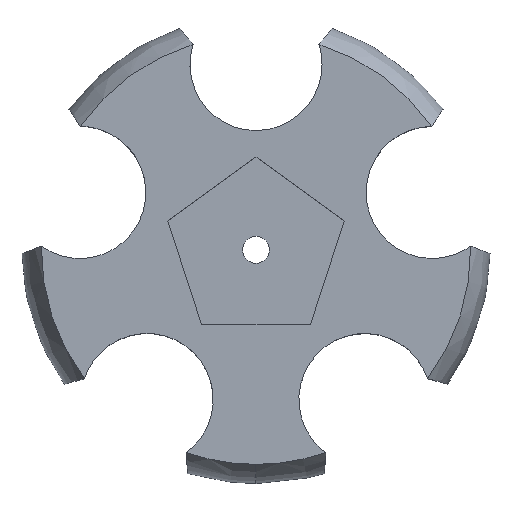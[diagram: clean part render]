
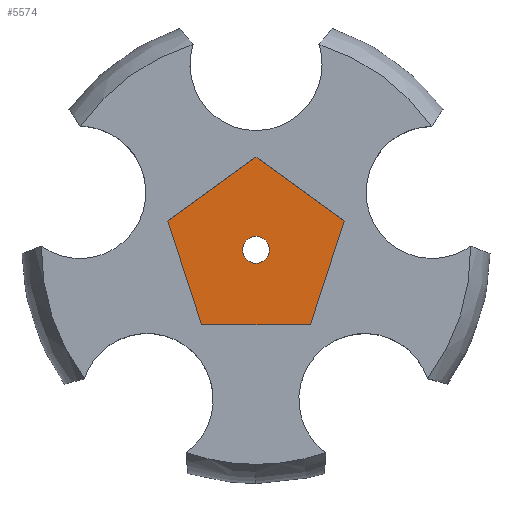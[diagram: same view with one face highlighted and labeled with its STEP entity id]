
A CAD part, top view. The second image highlights one B-rep face of the part: STEP entity #5574.
In plain terms, the highlighted planar face has unit normal (0, 0, 1).
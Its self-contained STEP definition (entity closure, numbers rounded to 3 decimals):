
#612 = CYLINDRICAL_SURFACE('',#613,1.6);
#613 = AXIS2_PLACEMENT_3D('',#614,#615,#616);
#614 = CARTESIAN_POINT('',(0.,0.,3.));
#615 = DIRECTION('',(0.,0.,1.));
#616 = DIRECTION('',(1.,0.,-0.));
#5368 = EDGE_CURVE('',#5369,#5369,#5371,.T.);
#5369 = VERTEX_POINT('',#5370);
#5370 = CARTESIAN_POINT('',(1.6,0.,3.));
#5371 = SURFACE_CURVE('',#5372,(#5377,#5384),.PCURVE_S1.);
#5372 = CIRCLE('',#5373,1.6);
#5373 = AXIS2_PLACEMENT_3D('',#5374,#5375,#5376);
#5374 = CARTESIAN_POINT('',(0.,0.,3.));
#5375 = DIRECTION('',(0.,0.,1.));
#5376 = DIRECTION('',(1.,0.,0.));
#5377 = PCURVE('',#612,#5378);
#5378 = DEFINITIONAL_REPRESENTATION('',(#5379),#5383);
#5379 = LINE('',#5380,#5381);
#5380 = CARTESIAN_POINT('',(0.,0.));
#5381 = VECTOR('',#5382,1.);
#5382 = DIRECTION('',(1.,0.));
#5383 = ( GEOMETRIC_REPRESENTATION_CONTEXT(2) 
PARAMETRIC_REPRESENTATION_CONTEXT() REPRESENTATION_CONTEXT('2D SPACE',''
  ) );
#5384 = PCURVE('',#5385,#5390);
#5385 = PLANE('',#5386);
#5386 = AXIS2_PLACEMENT_3D('',#5387,#5388,#5389);
#5387 = CARTESIAN_POINT('',(10.462,3.399,3.));
#5388 = DIRECTION('',(0.,0.,-1.));
#5389 = DIRECTION('',(-0.951,-0.309,0.));
#5390 = DEFINITIONAL_REPRESENTATION('',(#5391),#5399);
#5391 = ( BOUNDED_CURVE() B_SPLINE_CURVE(2,(#5392,#5393,#5394,#5395,
#5396,#5397,#5398),.UNSPECIFIED.,.T.,.F.) B_SPLINE_CURVE_WITH_KNOTS((1,2
    ,2,2,2,1),(-2.094,0.,2.094,4.189,
6.283,8.378),.UNSPECIFIED.) CURVE() 
GEOMETRIC_REPRESENTATION_ITEM() RATIONAL_B_SPLINE_CURVE((1.,0.5,1.,0.5,
1.,0.5,1.)) REPRESENTATION_ITEM('') );
#5392 = CARTESIAN_POINT('',(9.478,-0.494));
#5393 = CARTESIAN_POINT('',(8.622,2.141));
#5394 = CARTESIAN_POINT('',(11.333,1.565));
#5395 = CARTESIAN_POINT('',(14.043,0.989));
#5396 = CARTESIAN_POINT('',(12.189,-1.071));
#5397 = CARTESIAN_POINT('',(10.335,-3.13));
#5398 = CARTESIAN_POINT('',(9.478,-0.494));
#5399 = ( GEOMETRIC_REPRESENTATION_CONTEXT(2) 
PARAMETRIC_REPRESENTATION_CONTEXT() REPRESENTATION_CONTEXT('2D SPACE',''
  ) );
#5462 = PLANE('',#5463);
#5463 = AXIS2_PLACEMENT_3D('',#5464,#5465,#5466);
#5464 = CARTESIAN_POINT('',(10.462,3.399,3.));
#5465 = DIRECTION('',(-0.588,-0.809,0.));
#5466 = DIRECTION('',(-0.809,0.588,0.));
#5488 = PLANE('',#5489);
#5489 = AXIS2_PLACEMENT_3D('',#5490,#5491,#5492);
#5490 = CARTESIAN_POINT('',(6.466,-8.899,3.));
#5491 = DIRECTION('',(-0.951,0.309,0.));
#5492 = DIRECTION('',(0.309,0.951,0.));
#5514 = PLANE('',#5515);
#5515 = AXIS2_PLACEMENT_3D('',#5516,#5517,#5518);
#5516 = CARTESIAN_POINT('',(-6.466,-8.899,3.));
#5517 = DIRECTION('',(0.,1.,0.));
#5518 = DIRECTION('',(1.,0.,0.));
#5540 = PLANE('',#5541);
#5541 = AXIS2_PLACEMENT_3D('',#5542,#5543,#5544);
#5542 = CARTESIAN_POINT('',(-10.462,3.399,3.));
#5543 = DIRECTION('',(0.951,0.309,0.));
#5544 = DIRECTION('',(0.309,-0.951,0.));
#5564 = PLANE('',#5565);
#5565 = AXIS2_PLACEMENT_3D('',#5566,#5567,#5568);
#5566 = CARTESIAN_POINT('',(0.,11.,3.));
#5567 = DIRECTION('',(0.588,-0.809,0.));
#5568 = DIRECTION('',(-0.809,-0.588,0.));
#5574 = ADVANCED_FACE('',(#5575,#5692),#5385,.F.);
#5575 = FACE_BOUND('',#5576,.F.);
#5576 = EDGE_LOOP('',(#5577,#5602,#5625,#5648,#5671));
#5577 = ORIENTED_EDGE('',*,*,#5578,.F.);
#5578 = EDGE_CURVE('',#5579,#5581,#5583,.T.);
#5579 = VERTEX_POINT('',#5580);
#5580 = CARTESIAN_POINT('',(10.462,3.399,3.));
#5581 = VERTEX_POINT('',#5582);
#5582 = CARTESIAN_POINT('',(0.,11.,3.));
#5583 = SURFACE_CURVE('',#5584,(#5588,#5595),.PCURVE_S1.);
#5584 = LINE('',#5585,#5586);
#5585 = CARTESIAN_POINT('',(10.462,3.399,3.));
#5586 = VECTOR('',#5587,1.);
#5587 = DIRECTION('',(-0.809,0.588,0.));
#5588 = PCURVE('',#5385,#5589);
#5589 = DEFINITIONAL_REPRESENTATION('',(#5590),#5594);
#5590 = LINE('',#5591,#5592);
#5591 = CARTESIAN_POINT('',(0.,0.));
#5592 = VECTOR('',#5593,1.);
#5593 = DIRECTION('',(0.588,0.809));
#5594 = ( GEOMETRIC_REPRESENTATION_CONTEXT(2) 
PARAMETRIC_REPRESENTATION_CONTEXT() REPRESENTATION_CONTEXT('2D SPACE',''
  ) );
#5595 = PCURVE('',#5462,#5596);
#5596 = DEFINITIONAL_REPRESENTATION('',(#5597),#5601);
#5597 = LINE('',#5598,#5599);
#5598 = CARTESIAN_POINT('',(0.,0.));
#5599 = VECTOR('',#5600,1.);
#5600 = DIRECTION('',(1.,0.));
#5601 = ( GEOMETRIC_REPRESENTATION_CONTEXT(2) 
PARAMETRIC_REPRESENTATION_CONTEXT() REPRESENTATION_CONTEXT('2D SPACE',''
  ) );
#5602 = ORIENTED_EDGE('',*,*,#5603,.F.);
#5603 = EDGE_CURVE('',#5604,#5579,#5606,.T.);
#5604 = VERTEX_POINT('',#5605);
#5605 = CARTESIAN_POINT('',(6.466,-8.899,3.));
#5606 = SURFACE_CURVE('',#5607,(#5611,#5618),.PCURVE_S1.);
#5607 = LINE('',#5608,#5609);
#5608 = CARTESIAN_POINT('',(6.466,-8.899,3.));
#5609 = VECTOR('',#5610,1.);
#5610 = DIRECTION('',(0.309,0.951,0.));
#5611 = PCURVE('',#5385,#5612);
#5612 = DEFINITIONAL_REPRESENTATION('',(#5613),#5617);
#5613 = LINE('',#5614,#5615);
#5614 = CARTESIAN_POINT('',(7.601,-10.462));
#5615 = VECTOR('',#5616,1.);
#5616 = DIRECTION('',(-0.588,0.809));
#5617 = ( GEOMETRIC_REPRESENTATION_CONTEXT(2) 
PARAMETRIC_REPRESENTATION_CONTEXT() REPRESENTATION_CONTEXT('2D SPACE',''
  ) );
#5618 = PCURVE('',#5488,#5619);
#5619 = DEFINITIONAL_REPRESENTATION('',(#5620),#5624);
#5620 = LINE('',#5621,#5622);
#5621 = CARTESIAN_POINT('',(0.,0.));
#5622 = VECTOR('',#5623,1.);
#5623 = DIRECTION('',(1.,0.));
#5624 = ( GEOMETRIC_REPRESENTATION_CONTEXT(2) 
PARAMETRIC_REPRESENTATION_CONTEXT() REPRESENTATION_CONTEXT('2D SPACE',''
  ) );
#5625 = ORIENTED_EDGE('',*,*,#5626,.F.);
#5626 = EDGE_CURVE('',#5627,#5604,#5629,.T.);
#5627 = VERTEX_POINT('',#5628);
#5628 = CARTESIAN_POINT('',(-6.466,-8.899,3.));
#5629 = SURFACE_CURVE('',#5630,(#5634,#5641),.PCURVE_S1.);
#5630 = LINE('',#5631,#5632);
#5631 = CARTESIAN_POINT('',(-6.466,-8.899,3.));
#5632 = VECTOR('',#5633,1.);
#5633 = DIRECTION('',(1.,0.,0.));
#5634 = PCURVE('',#5385,#5635);
#5635 = DEFINITIONAL_REPRESENTATION('',(#5636),#5640);
#5636 = LINE('',#5637,#5638);
#5637 = CARTESIAN_POINT('',(19.899,-6.466));
#5638 = VECTOR('',#5639,1.);
#5639 = DIRECTION('',(-0.951,-0.309));
#5640 = ( GEOMETRIC_REPRESENTATION_CONTEXT(2) 
PARAMETRIC_REPRESENTATION_CONTEXT() REPRESENTATION_CONTEXT('2D SPACE',''
  ) );
#5641 = PCURVE('',#5514,#5642);
#5642 = DEFINITIONAL_REPRESENTATION('',(#5643),#5647);
#5643 = LINE('',#5644,#5645);
#5644 = CARTESIAN_POINT('',(0.,0.));
#5645 = VECTOR('',#5646,1.);
#5646 = DIRECTION('',(1.,0.));
#5647 = ( GEOMETRIC_REPRESENTATION_CONTEXT(2) 
PARAMETRIC_REPRESENTATION_CONTEXT() REPRESENTATION_CONTEXT('2D SPACE',''
  ) );
#5648 = ORIENTED_EDGE('',*,*,#5649,.F.);
#5649 = EDGE_CURVE('',#5650,#5627,#5652,.T.);
#5650 = VERTEX_POINT('',#5651);
#5651 = CARTESIAN_POINT('',(-10.462,3.399,3.));
#5652 = SURFACE_CURVE('',#5653,(#5657,#5664),.PCURVE_S1.);
#5653 = LINE('',#5654,#5655);
#5654 = CARTESIAN_POINT('',(-10.462,3.399,3.));
#5655 = VECTOR('',#5656,1.);
#5656 = DIRECTION('',(0.309,-0.951,0.));
#5657 = PCURVE('',#5385,#5658);
#5658 = DEFINITIONAL_REPRESENTATION('',(#5659),#5663);
#5659 = LINE('',#5660,#5661);
#5660 = CARTESIAN_POINT('',(19.899,6.466));
#5661 = VECTOR('',#5662,1.);
#5662 = DIRECTION('',(0.,-1.));
#5663 = ( GEOMETRIC_REPRESENTATION_CONTEXT(2) 
PARAMETRIC_REPRESENTATION_CONTEXT() REPRESENTATION_CONTEXT('2D SPACE',''
  ) );
#5664 = PCURVE('',#5540,#5665);
#5665 = DEFINITIONAL_REPRESENTATION('',(#5666),#5670);
#5666 = LINE('',#5667,#5668);
#5667 = CARTESIAN_POINT('',(0.,0.));
#5668 = VECTOR('',#5669,1.);
#5669 = DIRECTION('',(1.,0.));
#5670 = ( GEOMETRIC_REPRESENTATION_CONTEXT(2) 
PARAMETRIC_REPRESENTATION_CONTEXT() REPRESENTATION_CONTEXT('2D SPACE',''
  ) );
#5671 = ORIENTED_EDGE('',*,*,#5672,.F.);
#5672 = EDGE_CURVE('',#5581,#5650,#5673,.T.);
#5673 = SURFACE_CURVE('',#5674,(#5678,#5685),.PCURVE_S1.);
#5674 = LINE('',#5675,#5676);
#5675 = CARTESIAN_POINT('',(0.,11.,3.));
#5676 = VECTOR('',#5677,1.);
#5677 = DIRECTION('',(-0.809,-0.588,0.));
#5678 = PCURVE('',#5385,#5679);
#5679 = DEFINITIONAL_REPRESENTATION('',(#5680),#5684);
#5680 = LINE('',#5681,#5682);
#5681 = CARTESIAN_POINT('',(7.601,10.462));
#5682 = VECTOR('',#5683,1.);
#5683 = DIRECTION('',(0.951,-0.309));
#5684 = ( GEOMETRIC_REPRESENTATION_CONTEXT(2) 
PARAMETRIC_REPRESENTATION_CONTEXT() REPRESENTATION_CONTEXT('2D SPACE',''
  ) );
#5685 = PCURVE('',#5564,#5686);
#5686 = DEFINITIONAL_REPRESENTATION('',(#5687),#5691);
#5687 = LINE('',#5688,#5689);
#5688 = CARTESIAN_POINT('',(0.,0.));
#5689 = VECTOR('',#5690,1.);
#5690 = DIRECTION('',(1.,-0.));
#5691 = ( GEOMETRIC_REPRESENTATION_CONTEXT(2) 
PARAMETRIC_REPRESENTATION_CONTEXT() REPRESENTATION_CONTEXT('2D SPACE',''
  ) );
#5692 = FACE_BOUND('',#5693,.F.);
#5693 = EDGE_LOOP('',(#5694));
#5694 = ORIENTED_EDGE('',*,*,#5368,.T.);
